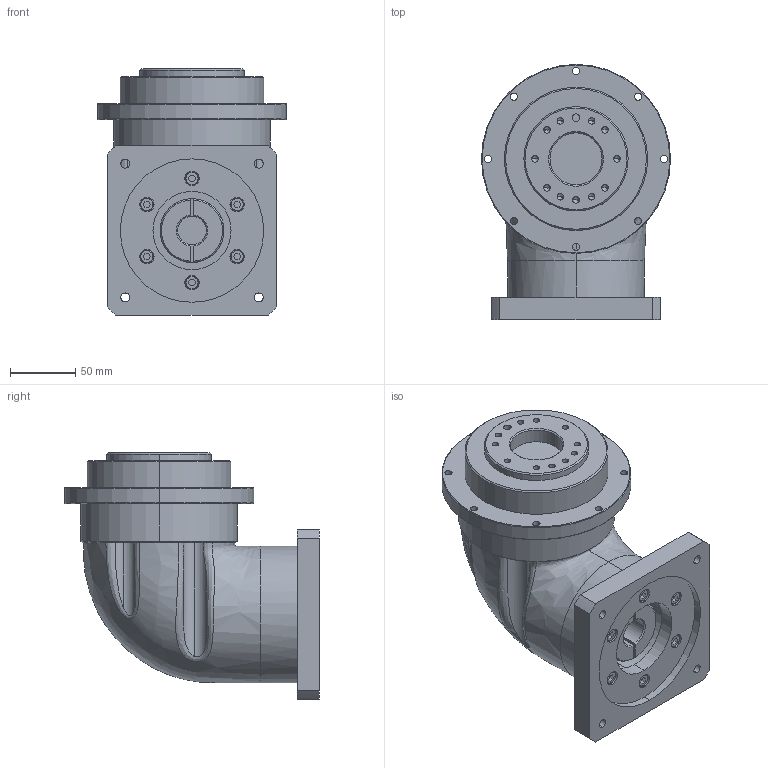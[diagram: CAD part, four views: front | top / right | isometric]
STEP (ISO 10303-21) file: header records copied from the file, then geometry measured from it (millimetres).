
FILE_DESCRIPTION (( 'STEP AP203' ), '1' );
FILE_NAME ('EVT110-L1-22-110-145.STEP', '2022-06-15T08:43:24', ( 'PC' ), ( 'Microsoft' ), 'SwSTEP 2.0', 'SolidWorks 2016', '' );
FILE_SCHEMA (( 'CONFIG_CONTROL_DESIGN' ));
Length unit declared in the file: millimetre
Products named in the file (1): EVT110-L1-22-110-145
Bounding box: 145 x 195.5 x 189.2 mm (x, y, z)
Volume: 2121475.4 mm3; surface area: 163848.8 mm2
Topology: 1 solids, 1 shells, 239 faces, 580 edges, 361 vertices
Faces by surface type: cylinder 104, plane 79, cone 34, torus 16, bspline 6
Entity records: 10647 total; most frequent: CARTESIAN_POINT 4903, DIRECTION 1238, ORIENTED_EDGE 1116, EDGE_CURVE 558, AXIS2_PLACEMENT_3D 486, VERTEX_POINT 361, EDGE_LOOP 303, LINE 266
